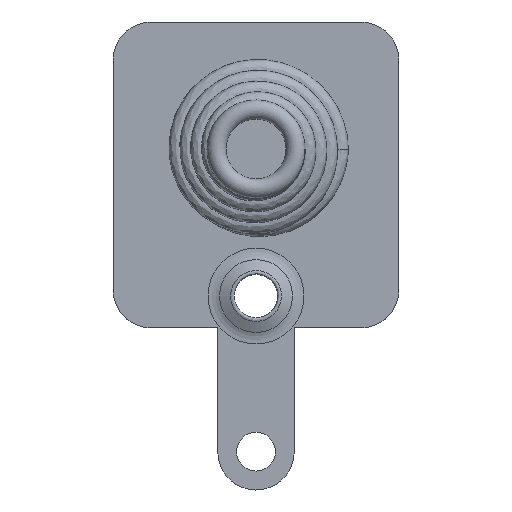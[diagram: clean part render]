
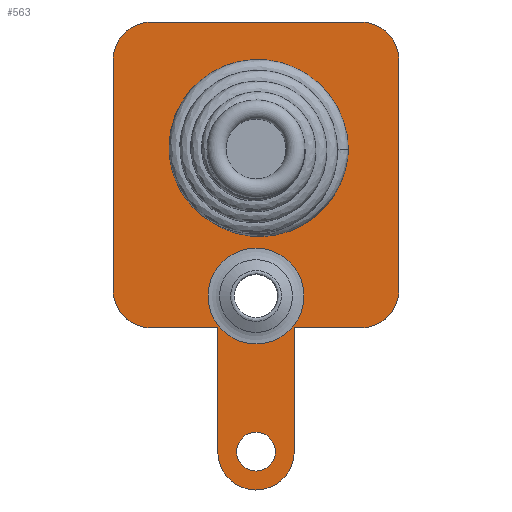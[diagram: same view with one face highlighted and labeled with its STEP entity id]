
A CAD part, top view. The second image highlights one B-rep face of the part: STEP entity #563.
In plain terms, the highlighted planar face has unit normal (0, 0, 1).
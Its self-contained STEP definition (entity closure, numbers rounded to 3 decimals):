
#43=FACE_BOUND('',#172,.T.);
#44=FACE_BOUND('',#173,.T.);
#45=FACE_BOUND('',#174,.T.);
#50=PLANE('',#620);
#65=LINE('',#920,#96);
#66=LINE('',#922,#97);
#67=LINE('',#926,#98);
#68=LINE('',#928,#99);
#69=LINE('',#932,#100);
#70=LINE('',#936,#101);
#71=LINE('',#939,#102);
#96=VECTOR('',#718,10.);
#97=VECTOR('',#719,10.);
#98=VECTOR('',#722,10.);
#99=VECTOR('',#723,10.);
#100=VECTOR('',#726,10.);
#101=VECTOR('',#729,10.);
#102=VECTOR('',#732,10.);
#137=FACE_OUTER_BOUND('',#171,.T.);
#171=EDGE_LOOP('',(#400,#401,#402,#403,#404,#405,#406,#407,#408,#409,#410,
#411));
#172=EDGE_LOOP('',(#412));
#173=EDGE_LOOP('',(#413));
#174=EDGE_LOOP('',(#414));
#212=CIRCLE('',#617,1.879);
#214=CIRCLE('',#621,1.5);
#215=CIRCLE('',#622,1.5);
#216=CIRCLE('',#623,1.5);
#217=CIRCLE('',#624,1.5);
#218=CIRCLE('',#625,1.5);
#219=CIRCLE('',#626,3.095);
#220=CIRCLE('',#627,0.76);
#257=VERTEX_POINT('',#898);
#259=VERTEX_POINT('',#916);
#260=VERTEX_POINT('',#917);
#261=VERTEX_POINT('',#919);
#262=VERTEX_POINT('',#921);
#263=VERTEX_POINT('',#923);
#264=VERTEX_POINT('',#925);
#265=VERTEX_POINT('',#927);
#266=VERTEX_POINT('',#929);
#267=VERTEX_POINT('',#931);
#268=VERTEX_POINT('',#933);
#269=VERTEX_POINT('',#935);
#270=VERTEX_POINT('',#937);
#271=VERTEX_POINT('',#940);
#272=VERTEX_POINT('',#942);
#310=EDGE_CURVE('',#257,#257,#212,.T.);
#314=EDGE_CURVE('',#259,#260,#214,.T.);
#315=EDGE_CURVE('',#259,#261,#65,.T.);
#316=EDGE_CURVE('',#261,#262,#66,.T.);
#317=EDGE_CURVE('',#263,#262,#215,.T.);
#318=EDGE_CURVE('',#263,#264,#67,.T.);
#319=EDGE_CURVE('',#264,#265,#68,.T.);
#320=EDGE_CURVE('',#266,#265,#216,.T.);
#321=EDGE_CURVE('',#266,#267,#69,.T.);
#322=EDGE_CURVE('',#268,#267,#217,.T.);
#323=EDGE_CURVE('',#268,#269,#70,.T.);
#324=EDGE_CURVE('',#270,#269,#218,.T.);
#325=EDGE_CURVE('',#270,#260,#71,.T.);
#326=EDGE_CURVE('',#271,#271,#219,.T.);
#327=EDGE_CURVE('',#272,#272,#220,.T.);
#400=ORIENTED_EDGE('',*,*,#314,.F.);
#401=ORIENTED_EDGE('',*,*,#315,.T.);
#402=ORIENTED_EDGE('',*,*,#316,.T.);
#403=ORIENTED_EDGE('',*,*,#317,.F.);
#404=ORIENTED_EDGE('',*,*,#318,.T.);
#405=ORIENTED_EDGE('',*,*,#319,.T.);
#406=ORIENTED_EDGE('',*,*,#320,.F.);
#407=ORIENTED_EDGE('',*,*,#321,.T.);
#408=ORIENTED_EDGE('',*,*,#322,.F.);
#409=ORIENTED_EDGE('',*,*,#323,.T.);
#410=ORIENTED_EDGE('',*,*,#324,.F.);
#411=ORIENTED_EDGE('',*,*,#325,.T.);
#412=ORIENTED_EDGE('',*,*,#326,.F.);
#413=ORIENTED_EDGE('',*,*,#327,.T.);
#414=ORIENTED_EDGE('',*,*,#310,.F.);
#563=ADVANCED_FACE('',(#137,#43,#44,#45),#50,.T.);
#617=AXIS2_PLACEMENT_3D('',#900,#707,#708);
#620=AXIS2_PLACEMENT_3D('',#915,#714,#715);
#621=AXIS2_PLACEMENT_3D('',#918,#716,#717);
#622=AXIS2_PLACEMENT_3D('',#924,#720,#721);
#623=AXIS2_PLACEMENT_3D('',#930,#724,#725);
#624=AXIS2_PLACEMENT_3D('',#934,#727,#728);
#625=AXIS2_PLACEMENT_3D('',#938,#730,#731);
#626=AXIS2_PLACEMENT_3D('',#941,#733,#734);
#627=AXIS2_PLACEMENT_3D('',#943,#735,#736);
#707=DIRECTION('center_axis',(0.,0.,1.));
#708=DIRECTION('ref_axis',(1.,0.,0.));
#714=DIRECTION('center_axis',(0.,0.,1.));
#715=DIRECTION('ref_axis',(1.,0.,0.));
#716=DIRECTION('center_axis',(0.,0.,-1.));
#717=DIRECTION('ref_axis',(-0.707,-0.707,0.));
#718=DIRECTION('',(1.,0.,0.));
#719=DIRECTION('',(0.,-1.,0.));
#720=DIRECTION('center_axis',(0.,0.,-1.));
#721=DIRECTION('ref_axis',(-0.707,-0.707,0.));
#722=DIRECTION('',(0.,1.,0.));
#723=DIRECTION('',(1.,0.,0.));
#724=DIRECTION('center_axis',(0.,0.,-1.));
#725=DIRECTION('ref_axis',(0.707,-0.707,0.));
#726=DIRECTION('',(0.,1.,0.));
#727=DIRECTION('center_axis',(0.,0.,-1.));
#728=DIRECTION('ref_axis',(0.707,0.707,0.));
#729=DIRECTION('',(-1.,0.,0.));
#730=DIRECTION('center_axis',(0.,0.,-1.));
#731=DIRECTION('ref_axis',(-0.707,0.707,0.));
#732=DIRECTION('',(0.,-1.,0.));
#733=DIRECTION('center_axis',(0.,0.,1.));
#734=DIRECTION('ref_axis',(-1.,0.,0.));
#735=DIRECTION('center_axis',(0.,0.,-1.));
#736=DIRECTION('ref_axis',(1.,0.,0.));
#898=CARTESIAN_POINT('',(1.879,-4.745,0.5));
#900=CARTESIAN_POINT('Origin',(0.,-4.745,0.5));
#915=CARTESIAN_POINT('Origin',(0.,-3.175,0.5));
#916=CARTESIAN_POINT('',(-4.1,-5.995,0.5));
#917=CARTESIAN_POINT('',(-5.6,-4.495,0.5));
#918=CARTESIAN_POINT('Origin',(-4.1,-4.495,0.5));
#919=CARTESIAN_POINT('',(-1.5,-5.995,0.5));
#920=CARTESIAN_POINT('',(5.6,-5.995,0.5));
#921=CARTESIAN_POINT('',(-1.5,-10.845,0.5));
#922=CARTESIAN_POINT('',(-1.5,-12.345,0.5));
#923=CARTESIAN_POINT('',(1.5,-10.845,0.5));
#924=CARTESIAN_POINT('Origin',(0.,-10.845,0.5));
#925=CARTESIAN_POINT('',(1.5,-5.995,0.5));
#926=CARTESIAN_POINT('',(1.5,-5.995,0.5));
#927=CARTESIAN_POINT('',(4.1,-5.995,0.5));
#928=CARTESIAN_POINT('',(5.6,-5.995,0.5));
#929=CARTESIAN_POINT('',(5.6,-4.495,0.5));
#930=CARTESIAN_POINT('Origin',(4.1,-4.495,0.5));
#931=CARTESIAN_POINT('',(5.6,4.495,0.5));
#932=CARTESIAN_POINT('',(5.6,5.995,0.5));
#933=CARTESIAN_POINT('',(4.1,5.995,0.5));
#934=CARTESIAN_POINT('Origin',(4.1,4.495,0.5));
#935=CARTESIAN_POINT('',(-4.1,5.995,0.5));
#936=CARTESIAN_POINT('',(-5.6,5.995,0.5));
#937=CARTESIAN_POINT('',(-5.6,4.495,0.5));
#938=CARTESIAN_POINT('Origin',(-4.1,4.495,0.5));
#939=CARTESIAN_POINT('',(-5.6,-5.995,0.5));
#940=CARTESIAN_POINT('',(3.095,0.995,0.5));
#941=CARTESIAN_POINT('Origin',(0.,0.995,0.5));
#942=CARTESIAN_POINT('',(-0.76,-10.845,0.5));
#943=CARTESIAN_POINT('Origin',(0.,-10.845,0.5));
